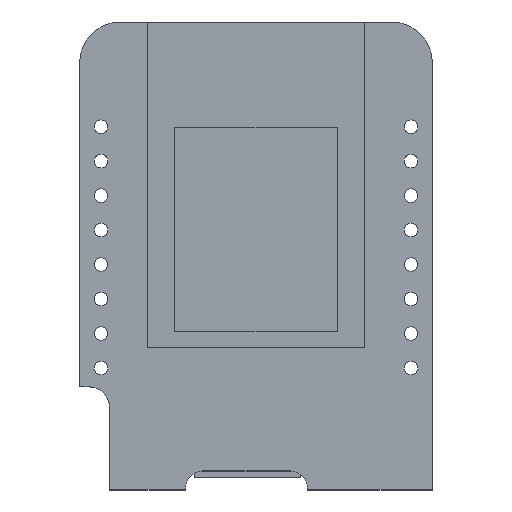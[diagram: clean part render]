
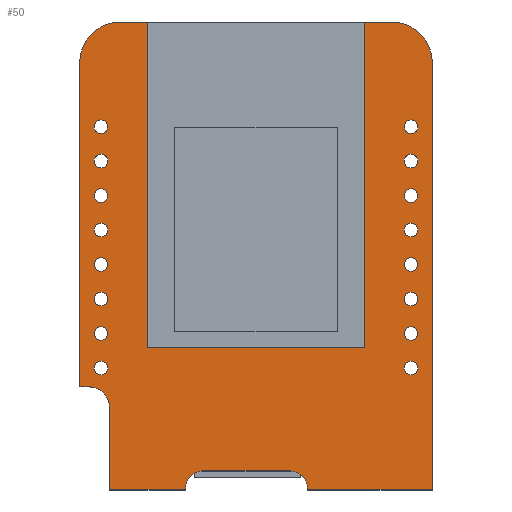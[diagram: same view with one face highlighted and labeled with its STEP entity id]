
A CAD part, top view. The second image highlights one B-rep face of the part: STEP entity #50.
In plain terms, the highlighted planar face has unit normal (0, 0, 1).
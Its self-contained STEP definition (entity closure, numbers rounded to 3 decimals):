
#13=DIRECTION('',(0.,0.,1.));
#20=ORIENTED_EDGE('',*,*,#21,.F.);
#21=EDGE_CURVE('',#22,#24,#26,.T.);
#22=VERTEX_POINT('',#23);
#23=CARTESIAN_POINT('',(-1.58,-19.17,11.1));
#24=VERTEX_POINT('',#25);
#25=CARTESIAN_POINT('',(-1.58,4.73,11.1));
#26=LINE('',#27,#28);
#27=CARTESIAN_POINT('',(-1.58,-26.77,11.1));
#28=VECTOR('',#29,1.);
#29=DIRECTION('',(0.,1.,0.));
#36=DIRECTION('',(0.,0.,-1.));
#49=DIRECTION('',(1.,0.,0.));
#50=ADVANCED_FACE('',(#51,#160,#169,#178,#187,#196,#205,#214,#223,#232    ,#241,#250,#259,#268,#277,#286,#295),#304,.T.);
#51=FACE_BOUND('',#52,.T.);
#52=EDGE_LOOP('',(#20,#53,#61,#69,#74,#80,#88,#95,#101,#108,#113,    #117,#122,#130,#136,#141,#146,#151,#155));
#53=ORIENTED_EDGE('',*,*,#54,.F.);
#54=EDGE_CURVE('',#55,#22,#57,.T.);
#55=VERTEX_POINT('',#56);
#56=CARTESIAN_POINT('',(-0.88,-19.17,11.1));
#57=LINE('',#58,#59);
#58=CARTESIAN_POINT('',(0.62,-19.17,11.1));
#59=VECTOR('',#60,1.);
#60=DIRECTION('',(-1.,0.,0.));
#61=ORIENTED_EDGE('',*,*,#62,.F.);
#62=EDGE_CURVE('',#63,#55,#65,.T.);
#63=VERTEX_POINT('',#64);
#64=CARTESIAN_POINT('',(0.62,-20.67,11.1));
#65=CIRCLE('',#66,1.5);
#66=AXIS2_PLACEMENT_3D('',#67,#68,#29);
#67=CARTESIAN_POINT('',(-0.88,-20.67,11.1));
#68=DIRECTION('',(0.,0.,1.));
#69=ORIENTED_EDGE('',*,*,#70,.F.);
#70=EDGE_CURVE('',#71,#63,#73,.T.);
#71=VERTEX_POINT('',#72);
#72=CARTESIAN_POINT('',(0.62,-26.77,11.1));
#73=LINE('',#72,#28);
#74=ORIENTED_EDGE('',*,*,#75,.T.);
#75=EDGE_CURVE('',#71,#76,#78,.T.);
#76=VERTEX_POINT('',#77);
#77=CARTESIAN_POINT('',(6.22,-26.77,11.1));
#78=LINE('',#27,#79);
#79=VECTOR('',#49,1.);
#80=ORIENTED_EDGE('',*,*,#81,.F.);
#81=EDGE_CURVE('',#82,#76,#84,.T.);
#82=VERTEX_POINT('',#83);
#83=CARTESIAN_POINT('',(6.22,-26.643,11.1));
#84=LINE('',#85,#86);
#85=CARTESIAN_POINT('',(6.22,-25.37,11.1));
#86=VECTOR('',#87,1.);
#87=DIRECTION('',(0.,-1.,0.));
#88=ORIENTED_EDGE('',*,*,#89,.F.);
#89=EDGE_CURVE('',#90,#82,#92,.T.);
#90=VERTEX_POINT('',#91);
#91=CARTESIAN_POINT('',(7.493,-25.37,11.1));
#92=CIRCLE('',#93,1.273);
#93=AXIS2_PLACEMENT_3D('',#94,#68,#29);
#94=CARTESIAN_POINT('',(7.493,-26.643,11.1));
#95=ORIENTED_EDGE('',*,*,#96,.F.);
#96=EDGE_CURVE('',#97,#90,#99,.T.);
#97=VERTEX_POINT('',#98);
#98=CARTESIAN_POINT('',(13.947,-25.37,11.1));
#99=LINE('',#100,#59);
#100=CARTESIAN_POINT('',(15.22,-25.37,11.1));
#101=ORIENTED_EDGE('',*,*,#102,.F.);
#102=EDGE_CURVE('',#103,#97,#105,.T.);
#103=VERTEX_POINT('',#104);
#104=CARTESIAN_POINT('',(15.22,-26.643,11.1));
#105=CIRCLE('',#106,1.273);
#106=AXIS2_PLACEMENT_3D('',#107,#68,#29);
#107=CARTESIAN_POINT('',(13.947,-26.643,11.1));
#108=ORIENTED_EDGE('',*,*,#109,.F.);
#109=EDGE_CURVE('',#110,#103,#112,.T.);
#110=VERTEX_POINT('',#111);
#111=CARTESIAN_POINT('',(15.22,-26.77,11.1));
#112=LINE('',#111,#28);
#113=ORIENTED_EDGE('',*,*,#114,.T.);
#114=EDGE_CURVE('',#110,#115,#78,.T.);
#115=VERTEX_POINT('',#116);
#116=CARTESIAN_POINT('',(24.42,-26.77,11.1));
#117=ORIENTED_EDGE('',*,*,#118,.T.);
#118=EDGE_CURVE('',#115,#119,#121,.T.);
#119=VERTEX_POINT('',#120);
#120=CARTESIAN_POINT('',(24.42,4.73,11.1));
#121=LINE('',#116,#28);
#122=ORIENTED_EDGE('',*,*,#123,.T.);
#123=EDGE_CURVE('',#119,#124,#126,.T.);
#124=VERTEX_POINT('',#125);
#125=CARTESIAN_POINT('',(21.42,7.73,11.1));
#126=CIRCLE('',#127,3.);
#127=AXIS2_PLACEMENT_3D('',#128,#129,#87);
#128=CARTESIAN_POINT('',(21.42,4.73,11.1));
#129=DIRECTION('',(0.,0.,1.));
#130=ORIENTED_EDGE('',*,*,#131,.F.);
#131=EDGE_CURVE('',#132,#124,#134,.T.);
#132=VERTEX_POINT('',#133);
#133=CARTESIAN_POINT('',(19.42,7.73,11.1));
#134=LINE('',#135,#79);
#135=CARTESIAN_POINT('',(-1.58,7.73,11.1));
#136=ORIENTED_EDGE('',*,*,#137,.F.);
#137=EDGE_CURVE('',#138,#132,#140,.T.);
#138=VERTEX_POINT('',#139);
#139=CARTESIAN_POINT('',(19.42,-16.27,11.1));
#140=LINE('',#139,#28);
#141=ORIENTED_EDGE('',*,*,#142,.F.);
#142=EDGE_CURVE('',#143,#138,#145,.T.);
#143=VERTEX_POINT('',#144);
#144=CARTESIAN_POINT('',(3.42,-16.27,11.1));
#145=LINE('',#144,#79);
#146=ORIENTED_EDGE('',*,*,#147,.F.);
#147=EDGE_CURVE('',#148,#143,#150,.T.);
#148=VERTEX_POINT('',#149);
#149=CARTESIAN_POINT('',(3.42,7.73,11.1));
#150=LINE('',#149,#86);
#151=ORIENTED_EDGE('',*,*,#152,.F.);
#152=EDGE_CURVE('',#153,#148,#134,.T.);
#153=VERTEX_POINT('',#154);
#154=CARTESIAN_POINT('',(1.42,7.73,11.1));
#155=ORIENTED_EDGE('',*,*,#156,.F.);
#156=EDGE_CURVE('',#24,#153,#157,.T.);
#157=CIRCLE('',#158,3.);
#158=AXIS2_PLACEMENT_3D('',#159,#36,#87);
#159=CARTESIAN_POINT('',(1.42,4.73,11.1));
#160=FACE_BOUND('',#161,.T.);
#161=EDGE_LOOP('',(#162));
#162=ORIENTED_EDGE('',*,*,#163,.F.);
#163=EDGE_CURVE('',#164,#164,#166,.T.);
#164=VERTEX_POINT('',#165);
#165=CARTESIAN_POINT('',(0.49,-15.23,11.1));
#166=CIRCLE('',#167,0.5);
#167=AXIS2_PLACEMENT_3D('',#168,#13,#49);
#168=CARTESIAN_POINT('',(-0.01,-15.23,11.1));
#169=FACE_BOUND('',#170,.T.);
#170=EDGE_LOOP('',(#171));
#171=ORIENTED_EDGE('',*,*,#172,.F.);
#172=EDGE_CURVE('',#173,#173,#175,.T.);
#173=VERTEX_POINT('',#174);
#174=CARTESIAN_POINT('',(0.49,-12.69,11.1));
#175=CIRCLE('',#176,0.5);
#176=AXIS2_PLACEMENT_3D('',#177,#13,#49);
#177=CARTESIAN_POINT('',(-0.01,-12.69,11.1));
#178=FACE_BOUND('',#179,.T.);
#179=EDGE_LOOP('',(#180));
#180=ORIENTED_EDGE('',*,*,#181,.F.);
#181=EDGE_CURVE('',#182,#182,#184,.T.);
#182=VERTEX_POINT('',#183);
#183=CARTESIAN_POINT('',(0.49,-10.15,11.1));
#184=CIRCLE('',#185,0.5);
#185=AXIS2_PLACEMENT_3D('',#186,#13,#49);
#186=CARTESIAN_POINT('',(-0.01,-10.15,11.1));
#187=FACE_BOUND('',#188,.T.);
#188=EDGE_LOOP('',(#189));
#189=ORIENTED_EDGE('',*,*,#190,.F.);
#190=EDGE_CURVE('',#191,#191,#193,.T.);
#191=VERTEX_POINT('',#192);
#192=CARTESIAN_POINT('',(0.49,-7.61,11.1));
#193=CIRCLE('',#194,0.5);
#194=AXIS2_PLACEMENT_3D('',#195,#13,#49);
#195=CARTESIAN_POINT('',(-0.01,-7.61,11.1));
#196=FACE_BOUND('',#197,.T.);
#197=EDGE_LOOP('',(#198));
#198=ORIENTED_EDGE('',*,*,#199,.F.);
#199=EDGE_CURVE('',#200,#200,#202,.T.);
#200=VERTEX_POINT('',#201);
#201=CARTESIAN_POINT('',(0.49,0.01,11.1));
#202=CIRCLE('',#203,0.5);
#203=AXIS2_PLACEMENT_3D('',#204,#13,#49);
#204=CARTESIAN_POINT('',(-0.01,0.01,11.1));
#205=FACE_BOUND('',#206,.T.);
#206=EDGE_LOOP('',(#207));
#207=ORIENTED_EDGE('',*,*,#208,.F.);
#208=EDGE_CURVE('',#209,#209,#211,.T.);
#209=VERTEX_POINT('',#210);
#210=CARTESIAN_POINT('',(0.49,-2.53,11.1));
#211=CIRCLE('',#212,0.5);
#212=AXIS2_PLACEMENT_3D('',#213,#13,#49);
#213=CARTESIAN_POINT('',(-0.01,-2.53,11.1));
#214=FACE_BOUND('',#215,.T.);
#215=EDGE_LOOP('',(#216));
#216=ORIENTED_EDGE('',*,*,#217,.F.);
#217=EDGE_CURVE('',#218,#218,#220,.T.);
#218=VERTEX_POINT('',#219);
#219=CARTESIAN_POINT('',(0.49,-5.07,11.1));
#220=CIRCLE('',#221,0.5);
#221=AXIS2_PLACEMENT_3D('',#222,#13,#49);
#222=CARTESIAN_POINT('',(-0.01,-5.07,11.1));
#223=FACE_BOUND('',#224,.T.);
#224=EDGE_LOOP('',(#225));
#225=ORIENTED_EDGE('',*,*,#226,.F.);
#226=EDGE_CURVE('',#227,#227,#229,.T.);
#227=VERTEX_POINT('',#228);
#228=CARTESIAN_POINT('',(0.49,-17.77,11.1));
#229=CIRCLE('',#230,0.5);
#230=AXIS2_PLACEMENT_3D('',#231,#13,#49);
#231=CARTESIAN_POINT('',(-0.01,-17.77,11.1));
#232=FACE_BOUND('',#233,.T.);
#233=EDGE_LOOP('',(#234));
#234=ORIENTED_EDGE('',*,*,#235,.F.);
#235=EDGE_CURVE('',#236,#236,#238,.T.);
#236=VERTEX_POINT('',#237);
#237=CARTESIAN_POINT('',(23.35,-17.77,11.1));
#238=CIRCLE('',#239,0.5);
#239=AXIS2_PLACEMENT_3D('',#240,#13,#49);
#240=CARTESIAN_POINT('',(22.85,-17.77,11.1));
#241=FACE_BOUND('',#242,.T.);
#242=EDGE_LOOP('',(#243));
#243=ORIENTED_EDGE('',*,*,#244,.F.);
#244=EDGE_CURVE('',#245,#245,#247,.T.);
#245=VERTEX_POINT('',#246);
#246=CARTESIAN_POINT('',(23.35,-15.23,11.1));
#247=CIRCLE('',#248,0.5);
#248=AXIS2_PLACEMENT_3D('',#249,#13,#49);
#249=CARTESIAN_POINT('',(22.85,-15.23,11.1));
#250=FACE_BOUND('',#251,.T.);
#251=EDGE_LOOP('',(#252));
#252=ORIENTED_EDGE('',*,*,#253,.F.);
#253=EDGE_CURVE('',#254,#254,#256,.T.);
#254=VERTEX_POINT('',#255);
#255=CARTESIAN_POINT('',(23.35,-12.69,11.1));
#256=CIRCLE('',#257,0.5);
#257=AXIS2_PLACEMENT_3D('',#258,#13,#49);
#258=CARTESIAN_POINT('',(22.85,-12.69,11.1));
#259=FACE_BOUND('',#260,.T.);
#260=EDGE_LOOP('',(#261));
#261=ORIENTED_EDGE('',*,*,#262,.F.);
#262=EDGE_CURVE('',#263,#263,#265,.T.);
#263=VERTEX_POINT('',#264);
#264=CARTESIAN_POINT('',(23.35,-10.15,11.1));
#265=CIRCLE('',#266,0.5);
#266=AXIS2_PLACEMENT_3D('',#267,#13,#49);
#267=CARTESIAN_POINT('',(22.85,-10.15,11.1));
#268=FACE_BOUND('',#269,.T.);
#269=EDGE_LOOP('',(#270));
#270=ORIENTED_EDGE('',*,*,#271,.F.);
#271=EDGE_CURVE('',#272,#272,#274,.T.);
#272=VERTEX_POINT('',#273);
#273=CARTESIAN_POINT('',(23.35,0.01,11.1));
#274=CIRCLE('',#275,0.5);
#275=AXIS2_PLACEMENT_3D('',#276,#13,#49);
#276=CARTESIAN_POINT('',(22.85,0.01,11.1));
#277=FACE_BOUND('',#278,.T.);
#278=EDGE_LOOP('',(#279));
#279=ORIENTED_EDGE('',*,*,#280,.F.);
#280=EDGE_CURVE('',#281,#281,#283,.T.);
#281=VERTEX_POINT('',#282);
#282=CARTESIAN_POINT('',(23.35,-2.53,11.1));
#283=CIRCLE('',#284,0.5);
#284=AXIS2_PLACEMENT_3D('',#285,#13,#49);
#285=CARTESIAN_POINT('',(22.85,-2.53,11.1));
#286=FACE_BOUND('',#287,.T.);
#287=EDGE_LOOP('',(#288));
#288=ORIENTED_EDGE('',*,*,#289,.F.);
#289=EDGE_CURVE('',#290,#290,#292,.T.);
#290=VERTEX_POINT('',#291);
#291=CARTESIAN_POINT('',(23.35,-5.07,11.1));
#292=CIRCLE('',#293,0.5);
#293=AXIS2_PLACEMENT_3D('',#294,#13,#49);
#294=CARTESIAN_POINT('',(22.85,-5.07,11.1));
#295=FACE_BOUND('',#296,.T.);
#296=EDGE_LOOP('',(#297));
#297=ORIENTED_EDGE('',*,*,#298,.F.);
#298=EDGE_CURVE('',#299,#299,#301,.T.);
#299=VERTEX_POINT('',#300);
#300=CARTESIAN_POINT('',(23.35,-7.61,11.1));
#301=CIRCLE('',#302,0.5);
#302=AXIS2_PLACEMENT_3D('',#303,#13,#49);
#303=CARTESIAN_POINT('',(22.85,-7.61,11.1));
#304=PLANE('',#305);
#305=AXIS2_PLACEMENT_3D('',#27,#13,#49);
